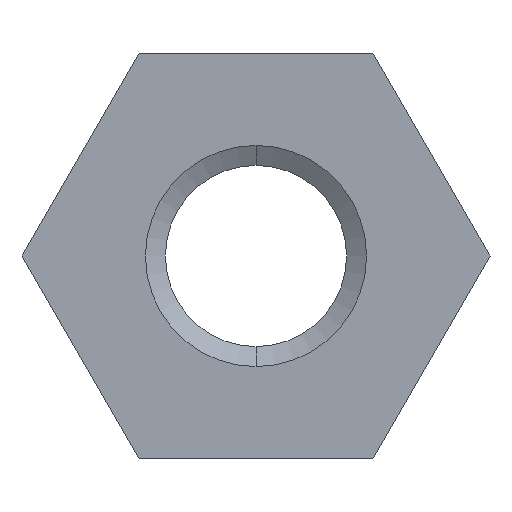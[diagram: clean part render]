
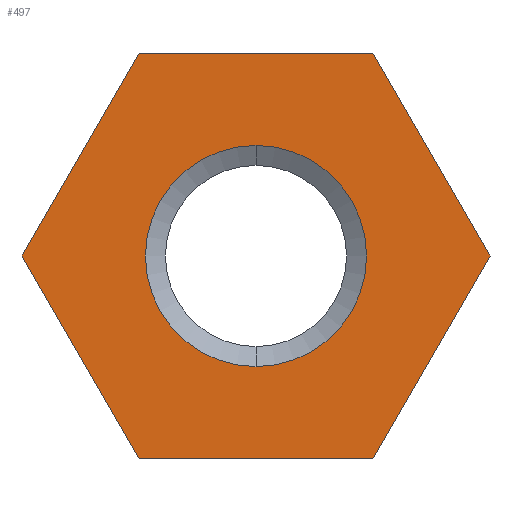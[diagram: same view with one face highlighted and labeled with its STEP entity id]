
A CAD part, left-side view. The second image highlights one B-rep face of the part: STEP entity #497.
In plain terms, the highlighted planar face has unit normal (-1, 0, 0).
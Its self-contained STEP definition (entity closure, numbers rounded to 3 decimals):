
#190=DIRECTION('',(0.,-1.,0.));
#191=VECTOR('',#190,3.175);
#192=CARTESIAN_POINT('',(0.,1.588,-2.75));
#193=LINE('',#192,#191);
#197=DIRECTION('',(0.,-0.5,-0.866));
#198=VECTOR('',#197,3.175);
#199=CARTESIAN_POINT('',(0.,3.175,0.));
#200=LINE('',#199,#198);
#204=DIRECTION('',(0.,0.5,-0.866));
#205=VECTOR('',#204,3.175);
#206=CARTESIAN_POINT('',(0.,1.588,2.75));
#207=LINE('',#206,#205);
#211=DIRECTION('',(0.,1.,0.));
#212=VECTOR('',#211,3.175);
#213=CARTESIAN_POINT('',(0.,-1.588,2.75));
#214=LINE('',#213,#212);
#218=DIRECTION('',(0.,0.5,0.866));
#219=VECTOR('',#218,3.175);
#220=CARTESIAN_POINT('',(0.,-3.175,0.));
#221=LINE('',#220,#219);
#225=DIRECTION('',(0.,-0.5,0.866));
#226=VECTOR('',#225,3.175);
#227=CARTESIAN_POINT('',(0.,-1.588,-2.75));
#228=LINE('',#227,#226);
#232=CARTESIAN_POINT('',(0.,0.,0.));
#233=DIRECTION('',(1.,0.,0.));
#234=DIRECTION('',(0.,0.,-1.));
#235=AXIS2_PLACEMENT_3D('',#232,#233,#234);
#240=CARTESIAN_POINT('',(0.,0.,0.));
#241=DIRECTION('',(1.,0.,0.));
#242=DIRECTION('',(0.,0.,1.));
#243=AXIS2_PLACEMENT_3D('',#240,#241,#242);
#348=CARTESIAN_POINT('',(0.,1.588,-2.75));
#349=CARTESIAN_POINT('',(0.,-1.588,-2.75));
#350=VERTEX_POINT('',#348);
#351=VERTEX_POINT('',#349);
#352=CARTESIAN_POINT('',(0.,-3.175,0.));
#353=VERTEX_POINT('',#352);
#354=CARTESIAN_POINT('',(0.,3.175,0.));
#355=VERTEX_POINT('',#354);
#360=CARTESIAN_POINT('',(0.,-1.588,2.75));
#361=VERTEX_POINT('',#360);
#362=CARTESIAN_POINT('',(0.,1.588,2.75));
#363=VERTEX_POINT('',#362);
#373=CARTESIAN_POINT('',(0.,0.,-1.5));
#375=VERTEX_POINT('',#373);
#377=CARTESIAN_POINT('',(0.,0.,1.5));
#379=VERTEX_POINT('',#377);
#474=CARTESIAN_POINT('',(0.,0.,0.));
#475=DIRECTION('',(1.,0.,0.));
#476=DIRECTION('',(0.,0.,-1.));
#477=AXIS2_PLACEMENT_3D('',#474,#475,#476);
#478=PLANE('',#477);
#480=ORIENTED_EDGE('',*,*,#479,.F.);
#482=ORIENTED_EDGE('',*,*,#481,.F.);
#484=ORIENTED_EDGE('',*,*,#483,.F.);
#486=ORIENTED_EDGE('',*,*,#485,.F.);
#488=ORIENTED_EDGE('',*,*,#487,.F.);
#490=ORIENTED_EDGE('',*,*,#489,.F.);
#491=EDGE_LOOP('',(#480,#482,#484,#486,#488,#490));
#492=FACE_OUTER_BOUND('',#491,.F.);
#493=ORIENTED_EDGE('',*,*,#397,.F.);
#494=ORIENTED_EDGE('',*,*,#468,.F.);
#495=EDGE_LOOP('',(#493,#494));
#496=FACE_BOUND('',#495,.F.);
#236=CIRCLE('',#235,1.5);
#244=CIRCLE('',#243,1.5);
#397=EDGE_CURVE('',#375,#379,#236,.T.);
#468=EDGE_CURVE('',#379,#375,#244,.T.);
#479=EDGE_CURVE('',#350,#351,#193,.T.);
#481=EDGE_CURVE('',#355,#350,#200,.T.);
#483=EDGE_CURVE('',#363,#355,#207,.T.);
#485=EDGE_CURVE('',#361,#363,#214,.T.);
#487=EDGE_CURVE('',#353,#361,#221,.T.);
#489=EDGE_CURVE('',#351,#353,#228,.T.);
#497=ADVANCED_FACE('',(#492,#496),#478,.F.);
